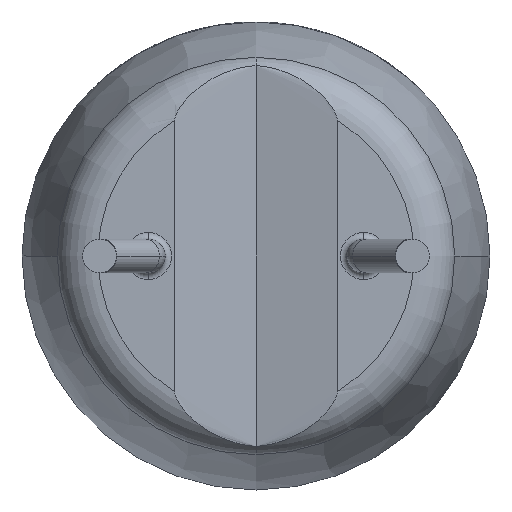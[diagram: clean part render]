
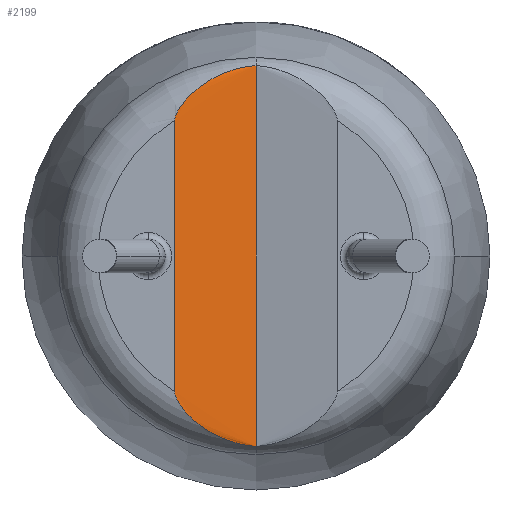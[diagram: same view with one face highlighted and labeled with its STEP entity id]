
A CAD part, front view. The second image highlights one B-rep face of the part: STEP entity #2199.
In plain terms, the highlighted free-form (B-spline) face has degree [3, 1] with [4, 2] control points.
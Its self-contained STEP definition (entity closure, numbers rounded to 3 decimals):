
#71 = EDGE_CURVE ( 'NONE', #2731, #1756, #699, .T. ) ;
#178 = CARTESIAN_POINT ( 'NONE',  ( -1.01, 0.053, 3.129 ) ) ;
#254 = VERTEX_POINT ( 'NONE', #1034 ) ;
#273 = B_SPLINE_SURFACE_WITH_KNOTS ( 'NONE', 3, 1, ( 
 ( #3421, #3872 ),
 ( #1634, #2737 ),
 ( #2037, #178 ),
 ( #2388, #3138 ) ),
 .UNSPECIFIED., .F., .F., .F.,
 ( 4, 4 ),
 ( 2, 2 ),
 ( 0., 1. ),
 ( 0., 1. ),
 .UNSPECIFIED. ) ;
#306 = CARTESIAN_POINT ( 'NONE',  ( -1.263, 0.01, 2.37 ) ) ;
#576 = EDGE_CURVE ( 'NONE', #2099, #254, #2176, .T. ) ;
#689 = CARTESIAN_POINT ( 'NONE',  ( -0.348, 0.205, -3.032 ) ) ;
#699 = B_SPLINE_CURVE_WITH_KNOTS ( 'NONE', 3,
 ( #2509, #1397, #2156, #1081, #1065, #1782, #2543, #4042, #4729, #1798, #2900, #689, #718, #3622, #2205, #4362 ),
 .UNSPECIFIED., .F., .F.,
 ( 4, 2, 2, 2, 2, 2, 2, 4 ),
 ( 0., 0., 0., 0., 0.001, 0.001, 0.002, 0.002 ),
 .UNSPECIFIED. ) ;
#718 = CARTESIAN_POINT ( 'NONE',  ( -0.28, 0.217, -3.051 ) ) ;
#749 = CARTESIAN_POINT ( 'NONE',  ( -1.018, 0.062, 2.67 ) ) ;
#912 = EDGE_LOOP ( 'NONE', ( #3576, #1780, #4557, #1289 ) ) ;
#997 = DIRECTION ( 'NONE',  ( 0., 0., 1. ) ) ;
#1034 = CARTESIAN_POINT ( 'NONE',  ( -1.319, 0., 2.202 ) ) ;
#1065 = CARTESIAN_POINT ( 'NONE',  ( -1.263, 0.01, -2.37 ) ) ;
#1081 = CARTESIAN_POINT ( 'NONE',  ( -1.28, 0.007, -2.339 ) ) ;
#1091 = CARTESIAN_POINT ( 'NONE',  ( -1.281, 0.007, 2.338 ) ) ;
#1098 = CARTESIAN_POINT ( 'NONE',  ( 0., 0.25, 3.091 ) ) ;
#1289 = ORIENTED_EDGE ( 'NONE', *, *, #3700, .F. ) ;
#1376 = CARTESIAN_POINT ( 'NONE',  ( -1.308, 0.002, 2.273 ) ) ;
#1397 = CARTESIAN_POINT ( 'NONE',  ( -1.319, 0., -2.238 ) ) ;
#1472 = CARTESIAN_POINT ( 'NONE',  ( 0., 0.25, 3.091 ) ) ;
#1634 = CARTESIAN_POINT ( 'NONE',  ( -0.312, 0.24, -3.129 ) ) ;
#1730 = CARTESIAN_POINT ( 'NONE',  ( -0.671, 0.139, 2.907 ) ) ;
#1756 = VERTEX_POINT ( 'NONE', #1882 ) ;
#1780 = ORIENTED_EDGE ( 'NONE', *, *, #4200, .T. ) ;
#1782 = CARTESIAN_POINT ( 'NONE',  ( -1.207, 0.021, -2.46 ) ) ;
#1787 = VECTOR ( 'NONE', #997, 1000. ) ;
#1798 = CARTESIAN_POINT ( 'NONE',  ( -0.671, 0.139, -2.907 ) ) ;
#1839 = CARTESIAN_POINT ( 'NONE',  ( -0.072, 0.248, 3.09 ) ) ;
#1882 = CARTESIAN_POINT ( 'NONE',  ( 0., 0.25, -3.091 ) ) ;
#2037 = CARTESIAN_POINT ( 'NONE',  ( -1.01, 0.053, -3.129 ) ) ;
#2099 = VERTEX_POINT ( 'NONE', #1098 ) ;
#2156 = CARTESIAN_POINT ( 'NONE',  ( -1.308, 0.002, -2.273 ) ) ;
#2176 = B_SPLINE_CURVE_WITH_KNOTS ( 'NONE', 3,
 ( #1472, #1839, #3180, #2564, #4294, #3571, #1730, #4690, #749, #3551, #2470, #306, #1091, #1376, #3955, #3291 ),
 .UNSPECIFIED., .F., .F.,
 ( 4, 2, 2, 2, 2, 2, 2, 4 ),
 ( 0., 0., 0., 0.001, 0.001, 0.001, 0.002, 0.002 ),
 .UNSPECIFIED. ) ;
#2199 = ADVANCED_FACE ( 'NONE', ( #3784 ), #273, .F. ) ;
#2205 = CARTESIAN_POINT ( 'NONE',  ( -0.072, 0.248, -3.09 ) ) ;
#2388 = CARTESIAN_POINT ( 'NONE',  ( -1.319, 0., -3.129 ) ) ;
#2415 = CARTESIAN_POINT ( 'NONE',  ( -1.319, 0., -3.8 ) ) ;
#2470 = CARTESIAN_POINT ( 'NONE',  ( -1.206, 0.021, 2.46 ) ) ;
#2509 = CARTESIAN_POINT ( 'NONE',  ( -1.319, 0., -2.202 ) ) ;
#2540 = LINE ( 'NONE', #2415, #1787 ) ;
#2543 = CARTESIAN_POINT ( 'NONE',  ( -1.162, 0.031, -2.516 ) ) ;
#2564 = CARTESIAN_POINT ( 'NONE',  ( -0.279, 0.217, 3.051 ) ) ;
#2566 = DIRECTION ( 'NONE',  ( 0., 0., 1. ) ) ;
#2731 = VERTEX_POINT ( 'NONE', #4361 ) ;
#2737 = CARTESIAN_POINT ( 'NONE',  ( -0.312, 0.24, 3.129 ) ) ;
#2900 = CARTESIAN_POINT ( 'NONE',  ( -0.546, 0.166, -2.966 ) ) ;
#3138 = CARTESIAN_POINT ( 'NONE',  ( -1.319, 0., 3.129 ) ) ;
#3180 = CARTESIAN_POINT ( 'NONE',  ( -0.142, 0.238, 3.079 ) ) ;
#3291 = CARTESIAN_POINT ( 'NONE',  ( -1.319, 0., 2.202 ) ) ;
#3421 = CARTESIAN_POINT ( 'NONE',  ( 0., 0.25, -3.129 ) ) ;
#3551 = CARTESIAN_POINT ( 'NONE',  ( -1.162, 0.031, 2.516 ) ) ;
#3571 = CARTESIAN_POINT ( 'NONE',  ( -0.546, 0.166, 2.966 ) ) ;
#3576 = ORIENTED_EDGE ( 'NONE', *, *, #71, .T. ) ;
#3622 = CARTESIAN_POINT ( 'NONE',  ( -0.142, 0.238, -3.079 ) ) ;
#3700 = EDGE_CURVE ( 'NONE', #2731, #254, #2540, .T. ) ;
#3784 = FACE_OUTER_BOUND ( 'NONE', #912, .T. ) ;
#3872 = CARTESIAN_POINT ( 'NONE',  ( 0., 0.25, 3.129 ) ) ;
#3955 = CARTESIAN_POINT ( 'NONE',  ( -1.319, 0., 2.238 ) ) ;
#4020 = CARTESIAN_POINT ( 'NONE',  ( 0., 0.25, -3.8 ) ) ;
#4042 = CARTESIAN_POINT ( 'NONE',  ( -1.018, 0.061, -2.67 ) ) ;
#4141 = LINE ( 'NONE', #4020, #4495 ) ;
#4200 = EDGE_CURVE ( 'NONE', #1756, #2099, #4141, .T. ) ;
#4294 = CARTESIAN_POINT ( 'NONE',  ( -0.347, 0.205, 3.033 ) ) ;
#4361 = CARTESIAN_POINT ( 'NONE',  ( -1.319, 0., -2.202 ) ) ;
#4362 = CARTESIAN_POINT ( 'NONE',  ( 0., 0.25, -3.091 ) ) ;
#4495 = VECTOR ( 'NONE', #2566, 1000. ) ;
#4557 = ORIENTED_EDGE ( 'NONE', *, *, #576, .T. ) ;
#4690 = CARTESIAN_POINT ( 'NONE',  ( -0.907, 0.087, 2.759 ) ) ;
#4729 = CARTESIAN_POINT ( 'NONE',  ( -0.908, 0.086, -2.758 ) ) ;
